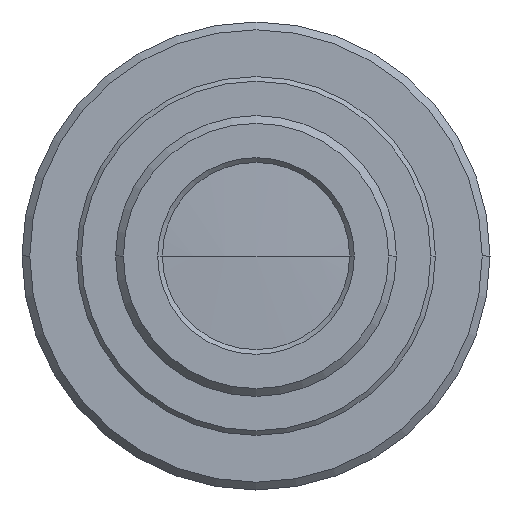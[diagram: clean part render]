
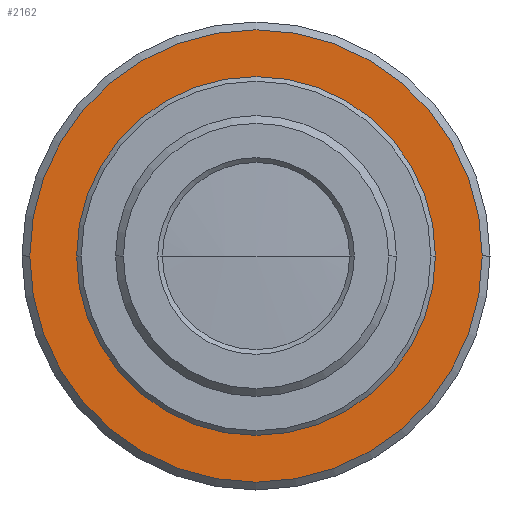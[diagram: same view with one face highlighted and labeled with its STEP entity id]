
A CAD part, left-side view. The second image highlights one B-rep face of the part: STEP entity #2162.
In plain terms, the highlighted planar face has unit normal (-1, 0, 0).
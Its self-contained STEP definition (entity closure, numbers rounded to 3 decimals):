
#93 = AXIS2_PLACEMENT_3D ( 'NONE', #2274, #2276, #2283 ) ;
#129 = ORIENTED_EDGE ( 'NONE', *, *, #2441, .F. ) ;
#153 = EDGE_CURVE ( 'NONE', #1328, #1332, #1387, .T. ) ;
#204 = CARTESIAN_POINT ( 'NONE',  ( -4., 14.5, 0. ) ) ;
#218 = EDGE_LOOP ( 'NONE', ( #2188, #2616 ) ) ;
#268 = DIRECTION ( 'NONE',  ( 1., 0., 0. ) ) ;
#294 = DIRECTION ( 'NONE',  ( -1., 0., 0. ) ) ;
#510 = CIRCLE ( 'NONE', #1934, 11.2 ) ;
#545 = ORIENTED_EDGE ( 'NONE', *, *, #1229, .F. ) ;
#643 = VERTEX_POINT ( 'NONE', #1431 ) ;
#789 = CIRCLE ( 'NONE', #1233, 14.5 ) ;
#816 = EDGE_CURVE ( 'NONE', #1332, #1328, #789, .T. ) ;
#838 = CARTESIAN_POINT ( 'NONE',  ( -4., -14.5, 0. ) ) ;
#853 = FACE_OUTER_BOUND ( 'NONE', #218, .T. ) ;
#932 = VERTEX_POINT ( 'NONE', #1016 ) ;
#1016 = CARTESIAN_POINT ( 'NONE',  ( -4., 11.2, 0. ) ) ;
#1090 = AXIS2_PLACEMENT_3D ( 'NONE', #204, #268, #1964 ) ;
#1208 = FACE_BOUND ( 'NONE', #1586, .T. ) ;
#1222 = CIRCLE ( 'NONE', #2579, 11.2 ) ;
#1229 = EDGE_CURVE ( 'NONE', #932, #643, #1222, .T. ) ;
#1233 = AXIS2_PLACEMENT_3D ( 'NONE', #2349, #294, #1320 ) ;
#1258 = CARTESIAN_POINT ( 'NONE',  ( -4., 0., 0. ) ) ;
#1293 = DIRECTION ( 'NONE',  ( 0., -1., 0. ) ) ;
#1297 = DIRECTION ( 'NONE',  ( -1., 0., 0. ) ) ;
#1310 = CARTESIAN_POINT ( 'NONE',  ( -4., 14.5, 0. ) ) ;
#1320 = DIRECTION ( 'NONE',  ( 0., -1., 0. ) ) ;
#1328 = VERTEX_POINT ( 'NONE', #1310 ) ;
#1332 = VERTEX_POINT ( 'NONE', #838 ) ;
#1387 = CIRCLE ( 'NONE', #93, 14.5 ) ;
#1431 = CARTESIAN_POINT ( 'NONE',  ( -4., -11.2, 0. ) ) ;
#1586 = EDGE_LOOP ( 'NONE', ( #129, #545 ) ) ;
#1908 = PLANE ( 'NONE',  #1090 ) ;
#1934 = AXIS2_PLACEMENT_3D ( 'NONE', #2689, #2307, #2334 ) ;
#1964 = DIRECTION ( 'NONE',  ( 0., 1., 0. ) ) ;
#2162 = ADVANCED_FACE ( 'NONE', ( #1208, #853 ), #1908, .F. ) ;
#2188 = ORIENTED_EDGE ( 'NONE', *, *, #153, .T. ) ;
#2274 = CARTESIAN_POINT ( 'NONE',  ( -4., 0., 0. ) ) ;
#2276 = DIRECTION ( 'NONE',  ( -1., 0., 0. ) ) ;
#2283 = DIRECTION ( 'NONE',  ( 0., -1., 0. ) ) ;
#2307 = DIRECTION ( 'NONE',  ( -1., 0., 0. ) ) ;
#2334 = DIRECTION ( 'NONE',  ( 0., -1., 0. ) ) ;
#2349 = CARTESIAN_POINT ( 'NONE',  ( -4., 0., 0. ) ) ;
#2441 = EDGE_CURVE ( 'NONE', #643, #932, #510, .T. ) ;
#2579 = AXIS2_PLACEMENT_3D ( 'NONE', #1258, #1297, #1293 ) ;
#2616 = ORIENTED_EDGE ( 'NONE', *, *, #816, .T. ) ;
#2689 = CARTESIAN_POINT ( 'NONE',  ( -4., 0., 0. ) ) ;
